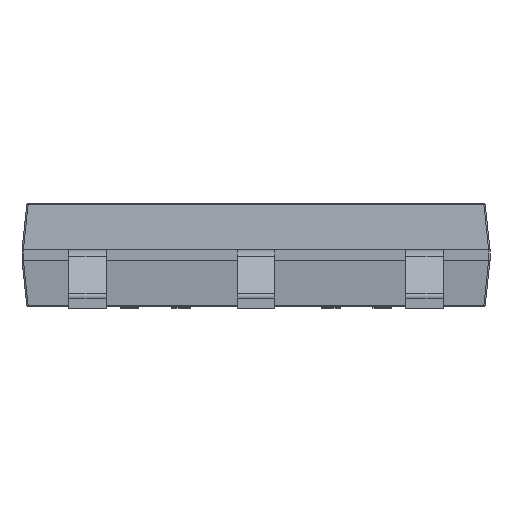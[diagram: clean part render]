
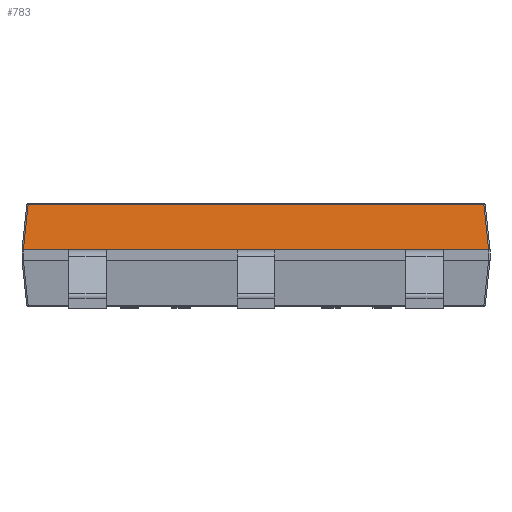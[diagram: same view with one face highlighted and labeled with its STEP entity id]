
A CAD part, front view. The second image highlights one B-rep face of the part: STEP entity #783.
In plain terms, the highlighted planar face has unit normal (0, -0.995, 0.104).
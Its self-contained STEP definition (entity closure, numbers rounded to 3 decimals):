
#325 = EDGE_CURVE ( 'NONE', #4201, #4934, #1578, .T. ) ;
#370 = LINE ( 'NONE', #478, #2653 ) ;
#414 = FACE_OUTER_BOUND ( 'NONE', #5165, .T. ) ;
#478 = CARTESIAN_POINT ( 'NONE',  ( 12.156, -11.231, 2.838 ) ) ;
#783 = ADVANCED_FACE ( 'NONE', ( #414 ), #3787, .T. ) ;
#832 = CARTESIAN_POINT ( 'NONE',  ( -12.425, -11.5, 0.275 ) ) ;
#956 = DIRECTION ( 'NONE',  ( -1., 0., 0. ) ) ;
#1082 = EDGE_CURVE ( 'NONE', #6276, #4201, #6663, .T. ) ;
#1195 = CARTESIAN_POINT ( 'NONE',  ( 12.425, -11.5, 0.275 ) ) ;
#1526 = VERTEX_POINT ( 'NONE', #7289 ) ;
#1578 = LINE ( 'NONE', #2770, #2858 ) ;
#1579 = LINE ( 'NONE', #6660, #4946 ) ;
#2143 = DIRECTION ( 'NONE',  ( 0., -0.105, -0.995 ) ) ;
#2274 = AXIS2_PLACEMENT_3D ( 'NONE', #6158, #3202, #2143 ) ;
#2575 =( BOUNDED_CURVE ( )  B_SPLINE_CURVE ( 3, ( #1195, #6875, #5625, #2754 ),
 .UNSPECIFIED., .F., .F. ) 
 B_SPLINE_CURVE_WITH_KNOTS ( ( 4, 4 ),
 ( 0., 0.005 ),
 .UNSPECIFIED. ) 
 CURVE ( )  GEOMETRIC_REPRESENTATION_ITEM ( )  RATIONAL_B_SPLINE_CURVE ( ( 1., 1., 1., 1. ) ) 
 REPRESENTATION_ITEM ( '' )  );
#2653 = VECTOR ( 'NONE', #6780, 1000. ) ;
#2660 = ORIENTED_EDGE ( 'NONE', *, *, #3957, .T. ) ;
#2754 = CARTESIAN_POINT ( 'NONE',  ( 12.425, -11.5, 0.275 ) ) ;
#2770 = CARTESIAN_POINT ( 'NONE',  ( -12.426, -11.501, 0.267 ) ) ;
#2828 = CARTESIAN_POINT ( 'NONE',  ( 12.172, -11.247, 2.683 ) ) ;
#2858 = VECTOR ( 'NONE', #6256, 1000. ) ;
#3177 = VERTEX_POINT ( 'NONE', #4902 ) ;
#3191 = DIRECTION ( 'NONE',  ( 1., 0., 0. ) ) ;
#3202 = DIRECTION ( 'NONE',  ( 0., -0.995, 0.105 ) ) ;
#3758 = CARTESIAN_POINT ( 'NONE',  ( -12.425, -11.5, 0.275 ) ) ;
#3787 = PLANE ( 'NONE',  #2274 ) ;
#3957 = EDGE_CURVE ( 'NONE', #3177, #1526, #2575, .T. ) ;
#4201 = VERTEX_POINT ( 'NONE', #7160 ) ;
#4902 = CARTESIAN_POINT ( 'NONE',  ( 12.425, -11.5, 0.275 ) ) ;
#4934 = VERTEX_POINT ( 'NONE', #4990 ) ;
#4946 = VECTOR ( 'NONE', #3191, 1000. ) ;
#4990 = CARTESIAN_POINT ( 'NONE',  ( -12.425, -11.5, 0.275 ) ) ;
#5008 = ORIENTED_EDGE ( 'NONE', *, *, #6111, .T. ) ;
#5029 = ORIENTED_EDGE ( 'NONE', *, *, #6024, .T. ) ;
#5165 = EDGE_LOOP ( 'NONE', ( #6560, #5008, #5575, #2660, #5029, #5428 ) ) ;
#5317 = VECTOR ( 'NONE', #956, 1000. ) ;
#5334 = VERTEX_POINT ( 'NONE', #5660 ) ;
#5428 = ORIENTED_EDGE ( 'NONE', *, *, #1082, .T. ) ;
#5575 = ORIENTED_EDGE ( 'NONE', *, *, #5939, .T. ) ;
#5625 = CARTESIAN_POINT ( 'NONE',  ( 12.425, -11.5, 0.275 ) ) ;
#5660 = CARTESIAN_POINT ( 'NONE',  ( -12.425, -11.5, 0.275 ) ) ;
#5939 = EDGE_CURVE ( 'NONE', #5334, #3177, #1579, .T. ) ;
#6024 = EDGE_CURVE ( 'NONE', #1526, #6276, #370, .T. ) ;
#6029 = CARTESIAN_POINT ( 'NONE',  ( -12.425, -11.5, 0.275 ) ) ;
#6050 = CARTESIAN_POINT ( 'NONE',  ( -12.24, -11.247, 2.683 ) ) ;
#6111 = EDGE_CURVE ( 'NONE', #4934, #5334, #6445, .T. ) ;
#6158 = CARTESIAN_POINT ( 'NONE',  ( -12.5, -11.5, 0.275 ) ) ;
#6256 = DIRECTION ( 'NONE',  ( -0.104, -0.104, -0.989 ) ) ;
#6276 = VERTEX_POINT ( 'NONE', #2828 ) ;
#6445 =( BOUNDED_CURVE ( )  B_SPLINE_CURVE ( 3, ( #6503, #3758, #6029, #832 ),
 .UNSPECIFIED., .F., .T. ) 
 B_SPLINE_CURVE_WITH_KNOTS ( ( 4, 4 ),
 ( 6.278, 6.283 ),
 .UNSPECIFIED. ) 
 CURVE ( )  GEOMETRIC_REPRESENTATION_ITEM ( )  RATIONAL_B_SPLINE_CURVE ( ( 1., 1., 1., 1. ) ) 
 REPRESENTATION_ITEM ( '' )  );
#6503 = CARTESIAN_POINT ( 'NONE',  ( -12.425, -11.5, 0.275 ) ) ;
#6560 = ORIENTED_EDGE ( 'NONE', *, *, #325, .T. ) ;
#6660 = CARTESIAN_POINT ( 'NONE',  ( -12.5, -11.5, 0.275 ) ) ;
#6663 = LINE ( 'NONE', #6050, #5317 ) ;
#6780 = DIRECTION ( 'NONE',  ( -0.104, 0.104, 0.989 ) ) ;
#6875 = CARTESIAN_POINT ( 'NONE',  ( 12.425, -11.5, 0.275 ) ) ;
#7160 = CARTESIAN_POINT ( 'NONE',  ( -12.172, -11.247, 2.683 ) ) ;
#7289 = CARTESIAN_POINT ( 'NONE',  ( 12.425, -11.5, 0.275 ) ) ;
